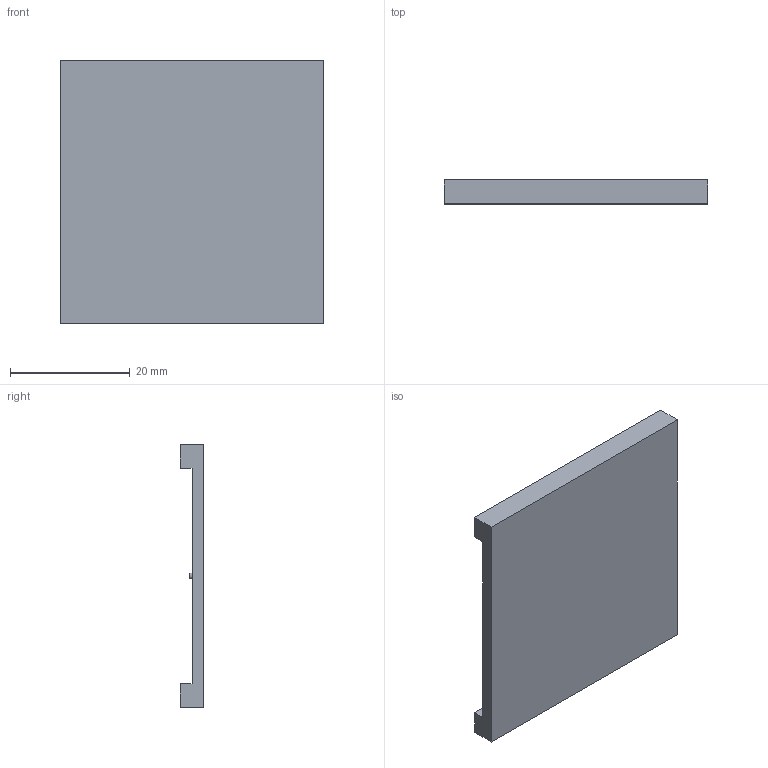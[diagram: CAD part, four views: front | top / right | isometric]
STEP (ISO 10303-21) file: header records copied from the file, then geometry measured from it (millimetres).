
FILE_DESCRIPTION(/* description */ (''),/* implementation_level */ '2;1');
FILE_NAME(/* name */ 'Activator Base.step',/* time_stamp */ '2018-11-28T23:02:01-06:00',/* author */ ('hueblergw'),/* organization */ (''),/* preprocessor_version */ 'ST-DEVELOPER v17.2',/* originating_system */ 'Autodesk Translation Framework v7.6.0.251',/* authorisation */ '');
FILE_SCHEMA (('AUTOMOTIVE_DESIGN { 1 0 10303 214 3 1 1 }'));
Length unit declared in the file: millimetre
Products named in the file (1): Activator Base V1
Bounding box: 44 x 4 x 44 mm (x, y, z)
Volume: 4552 mm3; surface area: 4629.8 mm2
Topology: 1 solids, 1 shells, 26 faces, 54 edges, 36 vertices
Faces by surface type: plane 18, cylinder 8
Full cylindrical faces by diameter (mm): 1 x2, 1.5 x4
Entity records: 727 total; most frequent: DIRECTION 124, CARTESIAN_POINT 117, ORIENTED_EDGE 108, EDGE_CURVE 54, AXIS2_PLACEMENT_3D 43, LINE 38, VECTOR 38, VERTEX_POINT 36
